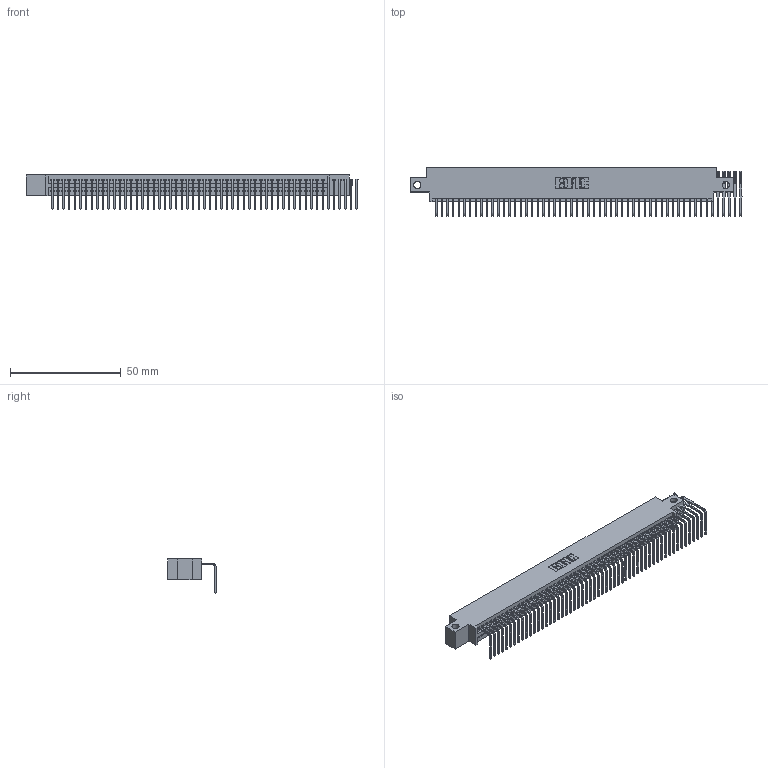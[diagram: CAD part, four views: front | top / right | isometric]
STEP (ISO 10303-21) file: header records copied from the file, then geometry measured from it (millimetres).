
FILE_DESCRIPTION (( 'STEP AP203' ), '1' );
FILE_NAME ('345-055-558-612.STEP', '2019-10-10T19:34:26', ( '' ), ( '' ), 'SwSTEP 2.0', 'SolidWorks 2016', '' );
FILE_SCHEMA (( 'CONFIG_CONTROL_DESIGN' ));
Length unit declared in the file: inch
Products named in the file (3): 345-055-558-612; 345 Part_0.170 Offset - Side Mount; 345-292-001_558 Tail - 2
Assembly tree (56 placements, depth 2):
  345-055-558-612
    345 Part_0.170 Offset - Side Mount
    345-292-001_558 Tail - 2  x55
Bounding box: 149.67 x 21.83 x 15.37 mm (x, y, z)
Volume: 13944.4 mm3; surface area: 20052.2 mm2
Topology: 56 solids, 56 shells, 3334 faces, 10039 edges, 6618 vertices
Faces by surface type: plane 2310, cylinder 1024
Entity records: 36347 total; most frequent: CARTESIAN_POINT 6277, ORIENTED_EDGE 6254, DIRECTION 5477, EDGE_CURVE 3127, VECTOR 2799, LINE 2799, VERTEX_POINT 2082, AXIS2_PLACEMENT_3D 1339
